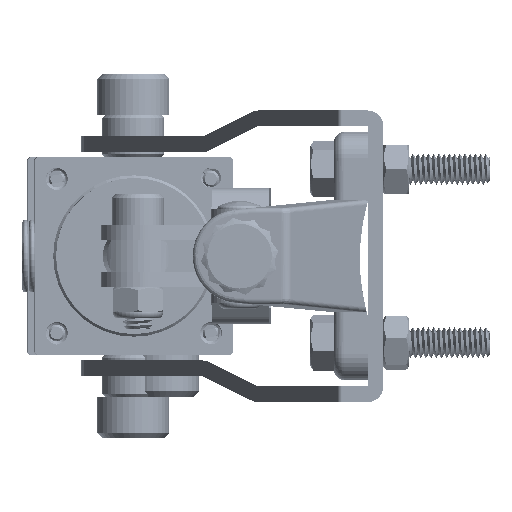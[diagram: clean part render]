
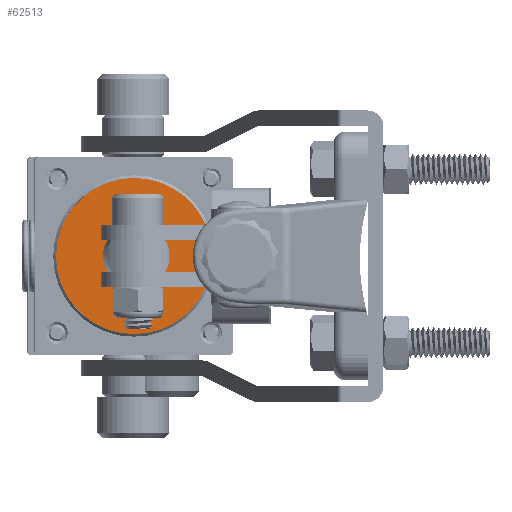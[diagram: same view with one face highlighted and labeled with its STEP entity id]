
A CAD part, left-side view. The second image highlights one B-rep face of the part: STEP entity #62513.
In plain terms, the highlighted face is planar.
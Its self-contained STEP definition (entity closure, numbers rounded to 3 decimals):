
#2620 = AXIS2_PLACEMENT_3D ( 'NONE', #62352, #22404, #69092 ) ;
#4569 = DIRECTION ( 'NONE',  ( 1., 0., 0. ) ) ;
#6447 = FACE_BOUND ( 'NONE', #12433, .T. ) ;
#7073 = ORIENTED_EDGE ( 'NONE', *, *, #38360, .F. ) ;
#12433 = EDGE_LOOP ( 'NONE', ( #74690, #7073 ) ) ;
#12455 = CARTESIAN_POINT ( 'NONE',  ( -46.888, 1.497, 19. ) ) ;
#14773 = DIRECTION ( 'NONE',  ( 0., 0., 1. ) ) ;
#15612 = CIRCLE ( 'NONE', #64579, 15. ) ;
#19901 = AXIS2_PLACEMENT_3D ( 'NONE', #84424, #44588, #4569 ) ;
#21785 = EDGE_LOOP ( 'NONE', ( #56592, #75114 ) ) ;
#22404 = DIRECTION ( 'NONE',  ( 0., 0., 1. ) ) ;
#23169 = VERTEX_POINT ( 'NONE', #12455 ) ;
#25195 = PLANE ( 'NONE',  #59472 ) ;
#31905 = DIRECTION ( 'NONE',  ( 0., 0., 1. ) ) ;
#35822 = DIRECTION ( 'NONE',  ( 0., 0., 1. ) ) ;
#38360 = EDGE_CURVE ( 'NONE', #49249, #65047, #53488, .T. ) ;
#43552 = AXIS2_PLACEMENT_3D ( 'NONE', #54805, #14773, #61486 ) ;
#44588 = DIRECTION ( 'NONE',  ( 0., 0., 1. ) ) ;
#49249 = VERTEX_POINT ( 'NONE', #59819 ) ;
#53488 = CIRCLE ( 'NONE', #19901, 6. ) ;
#54803 = EDGE_CURVE ( 'NONE', #65047, #49249, #64420, .T. ) ;
#54805 = CARTESIAN_POINT ( 'NONE',  ( -31.888, 1.497, 19. ) ) ;
#56257 = CARTESIAN_POINT ( 'NONE',  ( -25.888, 1.497, 19. ) ) ;
#56501 = EDGE_CURVE ( 'NONE', #23169, #76863, #79907, .T. ) ;
#56592 = ORIENTED_EDGE ( 'NONE', *, *, #56501, .T. ) ;
#59472 = AXIS2_PLACEMENT_3D ( 'NONE', #77962, #31905, #78542 ) ;
#59819 = CARTESIAN_POINT ( 'NONE',  ( -37.888, 1.497, 19. ) ) ;
#61486 = DIRECTION ( 'NONE',  ( 1., 0., 0. ) ) ;
#62352 = CARTESIAN_POINT ( 'NONE',  ( -31.888, 1.497, 19. ) ) ;
#62513 = ADVANCED_FACE ( 'NONE', ( #6447, #75363 ), #25195, .T. ) ;
#64377 = EDGE_CURVE ( 'NONE', #76863, #23169, #15612, .T. ) ;
#64420 = CIRCLE ( 'NONE', #2620, 6. ) ;
#64579 = AXIS2_PLACEMENT_3D ( 'NONE', #75733, #35822, #82374 ) ;
#65047 = VERTEX_POINT ( 'NONE', #56257 ) ;
#69092 = DIRECTION ( 'NONE',  ( 1., 0., 0. ) ) ;
#73794 = CARTESIAN_POINT ( 'NONE',  ( -16.888, 1.497, 19. ) ) ;
#74690 = ORIENTED_EDGE ( 'NONE', *, *, #54803, .F. ) ;
#75114 = ORIENTED_EDGE ( 'NONE', *, *, #64377, .T. ) ;
#75363 = FACE_OUTER_BOUND ( 'NONE', #21785, .T. ) ;
#75733 = CARTESIAN_POINT ( 'NONE',  ( -31.888, 1.497, 19. ) ) ;
#76863 = VERTEX_POINT ( 'NONE', #73794 ) ;
#77962 = CARTESIAN_POINT ( 'NONE',  ( -31.888, 1.497, 19. ) ) ;
#78542 = DIRECTION ( 'NONE',  ( 1., 0., 0. ) ) ;
#79907 = CIRCLE ( 'NONE', #43552, 15. ) ;
#82374 = DIRECTION ( 'NONE',  ( 1., 0., 0. ) ) ;
#84424 = CARTESIAN_POINT ( 'NONE',  ( -31.888, 1.497, 19. ) ) ;
